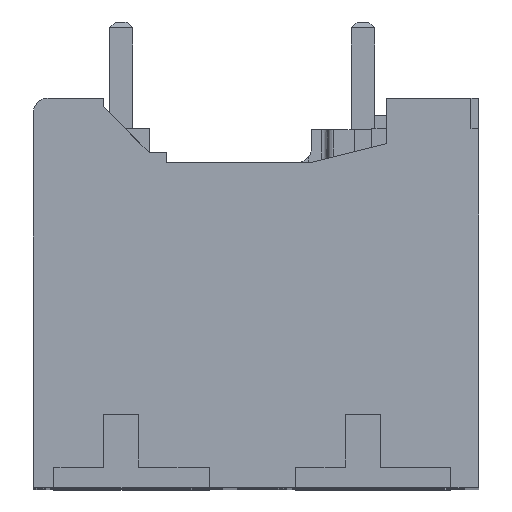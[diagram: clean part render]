
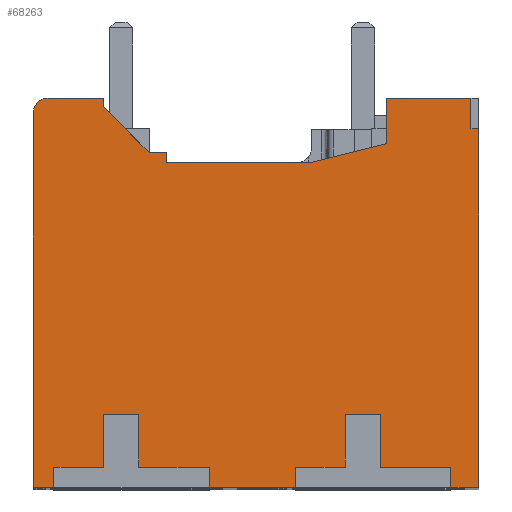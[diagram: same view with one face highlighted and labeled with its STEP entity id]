
A CAD part, top view. The second image highlights one B-rep face of the part: STEP entity #68263.
In plain terms, the highlighted planar face has unit normal (0, 0, 1).
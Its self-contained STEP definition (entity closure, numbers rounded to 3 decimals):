
#16877=DIRECTION('',(0.,1.,0.));
#16878=VECTOR('',#16877,12.25);
#16879=CARTESIAN_POINT('',(12.2,0.,2.2));
#16880=LINE('',#16879,#16878);
#17572=DIRECTION('',(-1.,0.,0.));
#17573=VECTOR('',#17572,4.959);
#17574=CARTESIAN_POINT('',(6.505,11.1,2.2));
#17575=LINE('',#17574,#17573);
#20872=DIRECTION('',(0.707,0.707,0.));
#20873=VECTOR('',#20872,0.039);
#20874=CARTESIAN_POINT('',(9.032,11.732,2.2));
#20875=LINE('',#20874,#20873);
#20876=DIRECTION('',(0.,1.,0.));
#20877=VECTOR('',#20876,1.541);
#20878=CARTESIAN_POINT('',(9.059,11.759,2.2));
#20879=LINE('',#20878,#20877);
#20880=DIRECTION('',(1.,0.,0.));
#20881=VECTOR('',#20880,2.878);
#20882=CARTESIAN_POINT('',(9.059,13.3,2.2));
#20883=LINE('',#20882,#20881);
#20884=DIRECTION('',(0.,-1.,0.));
#20885=VECTOR('',#20884,1.05);
#20886=CARTESIAN_POINT('',(11.938,13.3,2.2));
#20887=LINE('',#20886,#20885);
#20888=DIRECTION('',(-1.,0.,0.));
#20889=VECTOR('',#20888,0.95);
#20890=CARTESIAN_POINT('',(12.2,0.,2.2));
#20891=LINE('',#20890,#20889);
#20892=DIRECTION('',(0.,1.,0.));
#20893=VECTOR('',#20892,0.7);
#20894=CARTESIAN_POINT('',(11.25,0.,2.2));
#20895=LINE('',#20894,#20893);
#20896=DIRECTION('',(0.,1.,0.));
#20897=VECTOR('',#20896,1.8);
#20898=CARTESIAN_POINT('',(8.85,0.7,2.2));
#20899=LINE('',#20898,#20897);
#20900=DIRECTION('',(-1.,0.,0.));
#20901=VECTOR('',#20900,2.95);
#20902=CARTESIAN_POINT('',(5.95,0.,2.2));
#20903=LINE('',#20902,#20901);
#20904=DIRECTION('',(0.,1.,0.));
#20905=VECTOR('',#20904,0.7);
#20906=CARTESIAN_POINT('',(3.,0.,2.2));
#20907=LINE('',#20906,#20905);
#20908=DIRECTION('',(0.,1.,0.));
#20909=VECTOR('',#20908,1.8);
#20910=CARTESIAN_POINT('',(0.6,0.7,2.2));
#20911=LINE('',#20910,#20909);
#20912=DIRECTION('',(-1.,0.,0.));
#20913=VECTOR('',#20912,0.7);
#20914=CARTESIAN_POINT('',(-2.3,0.,2.2));
#20915=LINE('',#20914,#20913);
#20916=CARTESIAN_POINT('',(-2.5,12.8,2.2));
#20917=DIRECTION('',(0.,0.,-1.));
#20918=DIRECTION('',(-1.,0.,0.));
#20919=AXIS2_PLACEMENT_3D('',#20916,#20917,#20918);
#20921=DIRECTION('',(1.,0.,0.));
#20922=VECTOR('',#20921,1.895);
#20923=CARTESIAN_POINT('',(-2.5,13.3,2.2));
#20924=LINE('',#20923,#20922);
#20925=DIRECTION('',(0.,-1.,0.));
#20926=VECTOR('',#20925,0.295);
#20927=CARTESIAN_POINT('',(-0.605,13.3,2.2));
#20928=LINE('',#20927,#20926);
#20929=DIRECTION('',(0.707,-0.707,0.));
#20930=VECTOR('',#20929,2.199);
#20931=CARTESIAN_POINT('',(-0.605,13.005,2.2));
#20932=LINE('',#20931,#20930);
#20933=DIRECTION('',(1.,0.,0.));
#20934=VECTOR('',#20933,0.596);
#20935=CARTESIAN_POINT('',(0.949,11.451,2.2));
#20936=LINE('',#20935,#20934);
#20937=DIRECTION('',(0.,-1.,0.));
#20938=VECTOR('',#20937,0.351);
#20939=CARTESIAN_POINT('',(1.546,11.451,2.2));
#20940=LINE('',#20939,#20938);
#20941=DIRECTION('',(0.97,0.243,0.));
#20942=VECTOR('',#20941,2.604);
#20943=CARTESIAN_POINT('',(6.505,11.1,2.2));
#20944=LINE('',#20943,#20942);
#26489=DIRECTION('',(-1.,0.,0.));
#26490=VECTOR('',#26489,0.262);
#26491=CARTESIAN_POINT('',(12.2,12.25,2.2));
#26492=LINE('',#26491,#26490);
#26505=DIRECTION('',(1.,0.,0.));
#26506=VECTOR('',#26505,2.4);
#26507=CARTESIAN_POINT('',(8.85,0.7,2.2));
#26508=LINE('',#26507,#26506);
#26553=DIRECTION('',(1.,0.,0.));
#26554=VECTOR('',#26553,1.7);
#26555=CARTESIAN_POINT('',(5.95,0.7,2.2));
#26556=LINE('',#26555,#26554);
#26557=DIRECTION('',(0.,1.,0.));
#26558=VECTOR('',#26557,1.8);
#26559=CARTESIAN_POINT('',(7.65,0.7,2.2));
#26560=LINE('',#26559,#26558);
#26565=DIRECTION('',(1.,0.,0.));
#26566=VECTOR('',#26565,1.2);
#26567=CARTESIAN_POINT('',(7.65,2.5,2.2));
#26568=LINE('',#26567,#26566);
#26573=DIRECTION('',(0.,1.,0.));
#26574=VECTOR('',#26573,0.7);
#26575=CARTESIAN_POINT('',(5.95,0.,2.2));
#26576=LINE('',#26575,#26574);
#26585=DIRECTION('',(1.,0.,0.));
#26586=VECTOR('',#26585,2.4);
#26587=CARTESIAN_POINT('',(0.6,0.7,2.2));
#26588=LINE('',#26587,#26586);
#26633=DIRECTION('',(1.,0.,0.));
#26634=VECTOR('',#26633,1.7);
#26635=CARTESIAN_POINT('',(-2.3,0.7,2.2));
#26636=LINE('',#26635,#26634);
#26637=DIRECTION('',(0.,1.,0.));
#26638=VECTOR('',#26637,1.8);
#26639=CARTESIAN_POINT('',(-0.6,0.7,2.2));
#26640=LINE('',#26639,#26638);
#26645=DIRECTION('',(1.,0.,0.));
#26646=VECTOR('',#26645,1.2);
#26647=CARTESIAN_POINT('',(-0.6,2.5,2.2));
#26648=LINE('',#26647,#26646);
#26653=DIRECTION('',(0.,1.,0.));
#26654=VECTOR('',#26653,0.7);
#26655=CARTESIAN_POINT('',(-2.3,0.,2.2));
#26656=LINE('',#26655,#26654);
#26661=DIRECTION('',(0.,-1.,0.));
#26662=VECTOR('',#26661,12.8);
#26663=CARTESIAN_POINT('',(-3.,12.8,2.2));
#26664=LINE('',#26663,#26662);
#31099=CARTESIAN_POINT('',(-3.,0.,2.2));
#31100=VERTEX_POINT('',#31099);
#31101=CARTESIAN_POINT('',(-2.3,0.,2.2));
#31102=VERTEX_POINT('',#31101);
#31107=CARTESIAN_POINT('',(3.,0.,2.2));
#31108=VERTEX_POINT('',#31107);
#31109=CARTESIAN_POINT('',(5.95,0.,2.2));
#31110=VERTEX_POINT('',#31109);
#31115=CARTESIAN_POINT('',(11.25,0.,2.2));
#31116=VERTEX_POINT('',#31115);
#31117=CARTESIAN_POINT('',(12.2,0.,2.2));
#31118=VERTEX_POINT('',#31117);
#31479=CARTESIAN_POINT('',(12.2,12.25,2.2));
#31480=VERTEX_POINT('',#31479);
#31485=CARTESIAN_POINT('',(9.032,11.732,2.2));
#31486=CARTESIAN_POINT('',(9.059,11.759,2.2));
#31487=VERTEX_POINT('',#31485);
#31488=VERTEX_POINT('',#31486);
#31489=CARTESIAN_POINT('',(9.059,13.3,2.2));
#31490=VERTEX_POINT('',#31489);
#31491=CARTESIAN_POINT('',(11.938,13.3,2.2));
#31492=VERTEX_POINT('',#31491);
#31493=CARTESIAN_POINT('',(11.938,12.25,2.2));
#31494=VERTEX_POINT('',#31493);
#31495=CARTESIAN_POINT('',(11.25,0.7,2.2));
#31496=VERTEX_POINT('',#31495);
#31497=CARTESIAN_POINT('',(8.85,0.7,2.2));
#31498=VERTEX_POINT('',#31497);
#31499=CARTESIAN_POINT('',(8.85,2.5,2.2));
#31500=VERTEX_POINT('',#31499);
#31501=CARTESIAN_POINT('',(7.65,2.5,2.2));
#31502=VERTEX_POINT('',#31501);
#31503=CARTESIAN_POINT('',(7.65,0.7,2.2));
#31504=VERTEX_POINT('',#31503);
#31505=CARTESIAN_POINT('',(5.95,0.7,2.2));
#31506=VERTEX_POINT('',#31505);
#31507=CARTESIAN_POINT('',(3.,0.7,2.2));
#31508=VERTEX_POINT('',#31507);
#31509=CARTESIAN_POINT('',(0.6,0.7,2.2));
#31510=VERTEX_POINT('',#31509);
#31511=CARTESIAN_POINT('',(0.6,2.5,2.2));
#31512=VERTEX_POINT('',#31511);
#31513=CARTESIAN_POINT('',(-0.6,2.5,2.2));
#31514=VERTEX_POINT('',#31513);
#31515=CARTESIAN_POINT('',(-0.6,0.7,2.2));
#31516=VERTEX_POINT('',#31515);
#31517=CARTESIAN_POINT('',(-2.3,0.7,2.2));
#31518=VERTEX_POINT('',#31517);
#31519=CARTESIAN_POINT('',(-3.,12.8,2.2));
#31520=VERTEX_POINT('',#31519);
#31521=CARTESIAN_POINT('',(-2.5,13.3,2.2));
#31522=VERTEX_POINT('',#31521);
#31523=CARTESIAN_POINT('',(-0.605,13.3,2.2));
#31524=VERTEX_POINT('',#31523);
#31525=CARTESIAN_POINT('',(-0.605,13.005,2.2));
#31526=VERTEX_POINT('',#31525);
#31527=CARTESIAN_POINT('',(0.949,11.451,2.2));
#31528=VERTEX_POINT('',#31527);
#31529=CARTESIAN_POINT('',(1.546,11.451,2.2));
#31530=VERTEX_POINT('',#31529);
#31531=CARTESIAN_POINT('',(1.546,11.1,2.2));
#31532=VERTEX_POINT('',#31531);
#31533=CARTESIAN_POINT('',(6.505,11.1,2.2));
#31534=VERTEX_POINT('',#31533);
#68204=CARTESIAN_POINT('',(0.,0.,2.2));
#68205=DIRECTION('',(0.,0.,1.));
#68206=DIRECTION('',(1.,0.,0.));
#68207=AXIS2_PLACEMENT_3D('',#68204,#68205,#68206);
#68208=PLANE('',#68207);
#68210=ORIENTED_EDGE('',*,*,#68209,.T.);
#68211=ORIENTED_EDGE('',*,*,#63716,.T.);
#68212=ORIENTED_EDGE('',*,*,#63693,.T.);
#68214=ORIENTED_EDGE('',*,*,#68213,.T.);
#68216=ORIENTED_EDGE('',*,*,#68215,.F.);
#68217=ORIENTED_EDGE('',*,*,#63501,.F.);
#68218=ORIENTED_EDGE('',*,*,#40061,.T.);
#68220=ORIENTED_EDGE('',*,*,#68219,.T.);
#68222=ORIENTED_EDGE('',*,*,#68221,.F.);
#68224=ORIENTED_EDGE('',*,*,#68223,.T.);
#68226=ORIENTED_EDGE('',*,*,#68225,.F.);
#68228=ORIENTED_EDGE('',*,*,#68227,.F.);
#68230=ORIENTED_EDGE('',*,*,#68229,.F.);
#68232=ORIENTED_EDGE('',*,*,#68231,.F.);
#68233=ORIENTED_EDGE('',*,*,#40053,.T.);
#68235=ORIENTED_EDGE('',*,*,#68234,.T.);
#68237=ORIENTED_EDGE('',*,*,#68236,.F.);
#68239=ORIENTED_EDGE('',*,*,#68238,.T.);
#68241=ORIENTED_EDGE('',*,*,#68240,.F.);
#68243=ORIENTED_EDGE('',*,*,#68242,.F.);
#68245=ORIENTED_EDGE('',*,*,#68244,.F.);
#68247=ORIENTED_EDGE('',*,*,#68246,.F.);
#68248=ORIENTED_EDGE('',*,*,#40045,.T.);
#68250=ORIENTED_EDGE('',*,*,#68249,.F.);
#68251=ORIENTED_EDGE('',*,*,#68197,.T.);
#68252=ORIENTED_EDGE('',*,*,#65267,.T.);
#68253=ORIENTED_EDGE('',*,*,#65248,.T.);
#68255=ORIENTED_EDGE('',*,*,#68254,.T.);
#68256=ORIENTED_EDGE('',*,*,#64599,.T.);
#68257=ORIENTED_EDGE('',*,*,#64560,.T.);
#68258=ORIENTED_EDGE('',*,*,#64214,.F.);
#68260=ORIENTED_EDGE('',*,*,#68259,.T.);
#68261=EDGE_LOOP('',(#68210,#68211,#68212,#68214,#68216,#68217,#68218,#68220,
#68222,#68224,#68226,#68228,#68230,#68232,#68233,#68235,#68237,#68239,#68241,
#68243,#68245,#68247,#68248,#68250,#68251,#68252,#68253,#68255,#68256,#68257,
#68258,#68260));
#68262=FACE_OUTER_BOUND('',#68261,.F.);
#68263=ADVANCED_FACE('',(#68262),#68208,.T.);
#20920=CIRCLE('',#20919,0.5);
#40045=EDGE_CURVE('',#31102,#31100,#20915,.T.);
#40053=EDGE_CURVE('',#31110,#31108,#20903,.T.);
#40061=EDGE_CURVE('',#31118,#31116,#20891,.T.);
#63501=EDGE_CURVE('',#31118,#31480,#16880,.T.);
#63693=EDGE_CURVE('',#31490,#31492,#20883,.T.);
#63716=EDGE_CURVE('',#31488,#31490,#20879,.T.);
#64214=EDGE_CURVE('',#31534,#31532,#17575,.T.);
#64560=EDGE_CURVE('',#31530,#31532,#20940,.T.);
#64599=EDGE_CURVE('',#31528,#31530,#20936,.T.);
#65248=EDGE_CURVE('',#31524,#31526,#20928,.T.);
#65267=EDGE_CURVE('',#31522,#31524,#20924,.T.);
#68197=EDGE_CURVE('',#31520,#31522,#20920,.T.);
#68209=EDGE_CURVE('',#31487,#31488,#20875,.T.);
#68213=EDGE_CURVE('',#31492,#31494,#20887,.T.);
#68215=EDGE_CURVE('',#31480,#31494,#26492,.T.);
#68219=EDGE_CURVE('',#31116,#31496,#20895,.T.);
#68221=EDGE_CURVE('',#31498,#31496,#26508,.T.);
#68223=EDGE_CURVE('',#31498,#31500,#20899,.T.);
#68225=EDGE_CURVE('',#31502,#31500,#26568,.T.);
#68227=EDGE_CURVE('',#31504,#31502,#26560,.T.);
#68229=EDGE_CURVE('',#31506,#31504,#26556,.T.);
#68231=EDGE_CURVE('',#31110,#31506,#26576,.T.);
#68234=EDGE_CURVE('',#31108,#31508,#20907,.T.);
#68236=EDGE_CURVE('',#31510,#31508,#26588,.T.);
#68238=EDGE_CURVE('',#31510,#31512,#20911,.T.);
#68240=EDGE_CURVE('',#31514,#31512,#26648,.T.);
#68242=EDGE_CURVE('',#31516,#31514,#26640,.T.);
#68244=EDGE_CURVE('',#31518,#31516,#26636,.T.);
#68246=EDGE_CURVE('',#31102,#31518,#26656,.T.);
#68249=EDGE_CURVE('',#31520,#31100,#26664,.T.);
#68254=EDGE_CURVE('',#31526,#31528,#20932,.T.);
#68259=EDGE_CURVE('',#31534,#31487,#20944,.T.);
